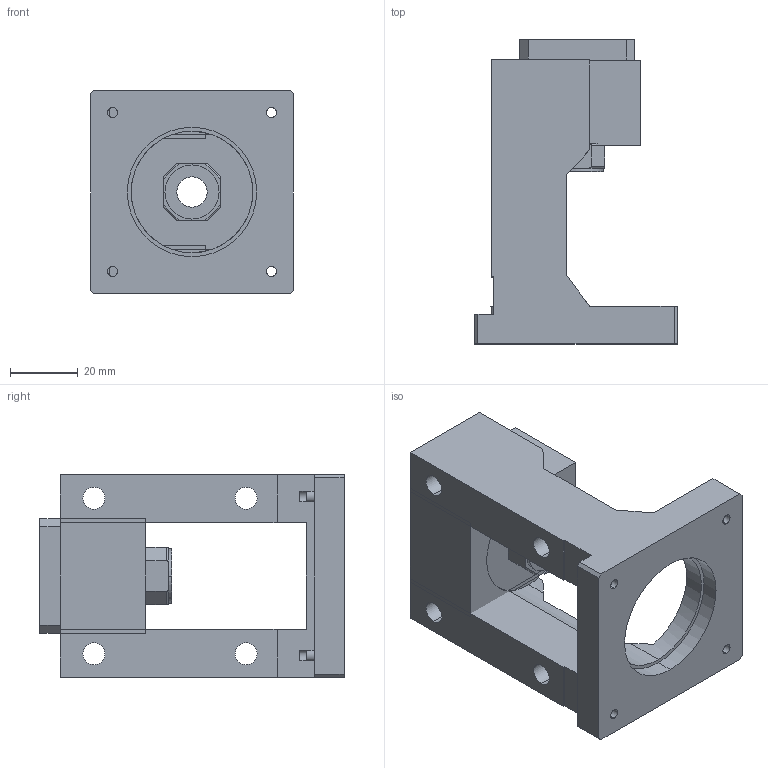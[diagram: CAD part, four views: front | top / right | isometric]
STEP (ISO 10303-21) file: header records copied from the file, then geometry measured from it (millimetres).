
FILE_DESCRIPTION (( 'STEP AP203' ), '1' );
FILE_NAME ('B659 Óãëîâîå êðåïëåíèå äëÿ øàãîâîãî äâèãàòåëÿ HM-10.step', '2025-12-04T07:50:03', ( '' ), ( '' ), 'SwSTEP 2.0', 'SolidWorks 2026', '' );
FILE_SCHEMA (( 'CONFIG_CONTROL_DESIGN' ));
Length unit declared in the file: millimetre
Products named in the file (2): B659 Угловое крепление для шагового двигателя HM-10; B659 Угловое крепление для шагового двигателя HM-10_00
Assembly tree (1 placements, depth 2):
  B659 Угловое крепление для шагового двигателя HM-10
    B659 Угловое крепление для шагового двигателя HM-10_00
Bounding box: 60 x 90 x 60 mm (x, y, z)
Volume: 117029.8 mm3; surface area: 34939.7 mm2
Topology: 4 solids, 4 shells, 127 faces, 344 edges, 228 vertices
Faces by surface type: plane 67, cylinder 60
Entity records: 4264 total; most frequent: CARTESIAN_POINT 775, ORIENTED_EDGE 688, DIRECTION 686, EDGE_CURVE 344, AXIS2_PLACEMENT_3D 235, VERTEX_POINT 228, LINE 216, VECTOR 216
